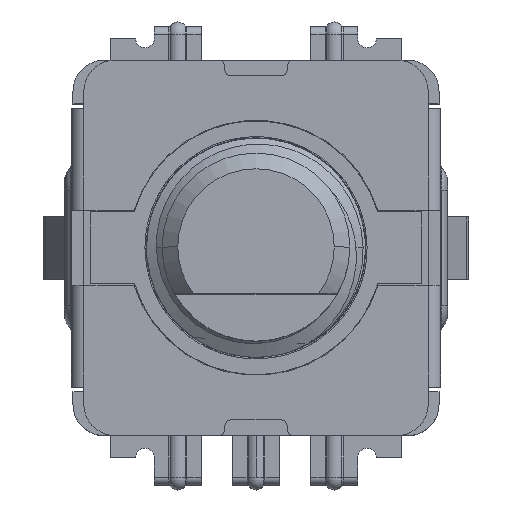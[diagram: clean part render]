
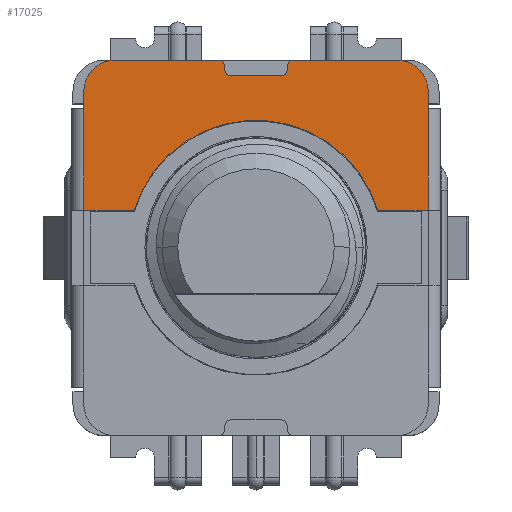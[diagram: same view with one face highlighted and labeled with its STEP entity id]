
A CAD part, top view. The second image highlights one B-rep face of the part: STEP entity #17025.
In plain terms, the highlighted planar face has unit normal (0, 0, 1).
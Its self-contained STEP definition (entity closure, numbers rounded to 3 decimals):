
#344 = DIRECTION ( 'NONE',  ( 0., 0., -1. ) ) ;
#625 = EDGE_CURVE ( 'NONE', #16063, #12850, #6845, .T. ) ;
#708 = CIRCLE ( 'NONE', #726, 0.2 ) ;
#726 = AXIS2_PLACEMENT_3D ( 'NONE', #5234, #11763, #20151 ) ;
#788 = CARTESIAN_POINT ( 'NONE',  ( 5.498, 1.2, 0.4 ) ) ;
#1060 = CIRCLE ( 'NONE', #6523, 0.2 ) ;
#1128 = DIRECTION ( 'NONE',  ( 0., 0., -1. ) ) ;
#1144 = CARTESIAN_POINT ( 'NONE',  ( 5.498, 0., 0.4 ) ) ;
#1203 = CARTESIAN_POINT ( 'NONE',  ( -4.5, 6., 0.4 ) ) ;
#1244 = LINE ( 'NONE', #1144, #7064 ) ;
#1368 = CARTESIAN_POINT ( 'NONE',  ( 0.8, 5.5, 0.4 ) ) ;
#2185 = DIRECTION ( 'NONE',  ( 0., 0., -1. ) ) ;
#2263 = PLANE ( 'NONE',  #8167 ) ;
#2279 = DIRECTION ( 'NONE',  ( -1., 0., 0. ) ) ;
#2379 = FACE_OUTER_BOUND ( 'NONE', #5559, .T. ) ;
#2433 = LINE ( 'NONE', #20346, #14148 ) ;
#2733 = LINE ( 'NONE', #21174, #21153 ) ;
#2863 = DIRECTION ( 'NONE',  ( 0., -1., 0. ) ) ;
#3012 = EDGE_CURVE ( 'NONE', #14970, #12082, #1060, .T. ) ;
#3013 = ORIENTED_EDGE ( 'NONE', *, *, #12402, .F. ) ;
#3204 = DIRECTION ( 'NONE',  ( 0., 0., -1. ) ) ;
#3435 = EDGE_CURVE ( 'NONE', #16125, #15370, #1244, .T. ) ;
#3592 = ORIENTED_EDGE ( 'NONE', *, *, #3012, .T. ) ;
#3789 = CARTESIAN_POINT ( 'NONE',  ( -1.2, 5.8, 0.4 ) ) ;
#4271 = ORIENTED_EDGE ( 'NONE', *, *, #625, .T. ) ;
#4278 = ORIENTED_EDGE ( 'NONE', *, *, #12640, .T. ) ;
#4886 = VERTEX_POINT ( 'NONE', #12521 ) ;
#4906 = EDGE_CURVE ( 'NONE', #13441, #16125, #19476, .T. ) ;
#5091 = EDGE_CURVE ( 'NONE', #8190, #5458, #16693, .T. ) ;
#5234 = CARTESIAN_POINT ( 'NONE',  ( 1.2, 5.8, 0.4 ) ) ;
#5274 = VERTEX_POINT ( 'NONE', #18748 ) ;
#5398 = AXIS2_PLACEMENT_3D ( 'NONE', #14456, #3204, #11336 ) ;
#5413 = DIRECTION ( 'NONE',  ( 1., 0., 0. ) ) ;
#5458 = VERTEX_POINT ( 'NONE', #10228 ) ;
#5559 = EDGE_LOOP ( 'NONE', ( #11614, #15059, #4271, #15959, #20029, #20328, #20304, #18928, #7603, #4278, #16001, #3592, #5731, #3013, #18824, #18794 ) ) ;
#5564 = VECTOR ( 'NONE', #8905, 1000. ) ;
#5677 = CARTESIAN_POINT ( 'NONE',  ( -3.894, 1.2, 0.4 ) ) ;
#5715 = EDGE_CURVE ( 'NONE', #15708, #12082, #2733, .T. ) ;
#5731 = ORIENTED_EDGE ( 'NONE', *, *, #5715, .F. ) ;
#5809 = CARTESIAN_POINT ( 'NONE',  ( -0.8, 5.5, 0.4 ) ) ;
#5911 = CARTESIAN_POINT ( 'NONE',  ( 0.8, 5.7, 0.4 ) ) ;
#5927 = LINE ( 'NONE', #20951, #14119 ) ;
#6028 = VERTEX_POINT ( 'NONE', #6124 ) ;
#6124 = CARTESIAN_POINT ( 'NONE',  ( -1.2, 6., 0.4 ) ) ;
#6224 = VECTOR ( 'NONE', #12276, 1000. ) ;
#6523 = AXIS2_PLACEMENT_3D ( 'NONE', #16625, #344, #6984 ) ;
#6845 = CIRCLE ( 'NONE', #15419, 4.075 ) ;
#6984 = DIRECTION ( 'NONE',  ( -1., 0., 0. ) ) ;
#7064 = VECTOR ( 'NONE', #2863, 1000. ) ;
#7077 = CARTESIAN_POINT ( 'NONE',  ( 0., 0., 0.4 ) ) ;
#7187 = LINE ( 'NONE', #5677, #5564 ) ;
#7493 = EDGE_CURVE ( 'NONE', #4886, #17342, #708, .T. ) ;
#7555 = CARTESIAN_POINT ( 'NONE',  ( -4.5, 5., 0.4 ) ) ;
#7603 = ORIENTED_EDGE ( 'NONE', *, *, #9076, .F. ) ;
#8167 = AXIS2_PLACEMENT_3D ( 'NONE', #8790, #15448, #10182 ) ;
#8170 = AXIS2_PLACEMENT_3D ( 'NONE', #7555, #1128, #20547 ) ;
#8190 = VERTEX_POINT ( 'NONE', #20099 ) ;
#8434 = AXIS2_PLACEMENT_3D ( 'NONE', #3789, #2185, #2279 ) ;
#8730 = CARTESIAN_POINT ( 'NONE',  ( -0.8, 5.5, 0.4 ) ) ;
#8790 = CARTESIAN_POINT ( 'NONE',  ( -14.55, 0., 0.4 ) ) ;
#8905 = DIRECTION ( 'NONE',  ( -1., 0., 0. ) ) ;
#9076 = EDGE_CURVE ( 'NONE', #5274, #4886, #15819, .T. ) ;
#9281 = EDGE_CURVE ( 'NONE', #15370, #12850, #5927, .T. ) ;
#10115 = CARTESIAN_POINT ( 'NONE',  ( 3.894, 1.2, 0.4 ) ) ;
#10182 = DIRECTION ( 'NONE',  ( -1., 0., 0. ) ) ;
#10228 = CARTESIAN_POINT ( 'NONE',  ( -5.498, 5.063, 0.4 ) ) ;
#10703 = VECTOR ( 'NONE', #20834, 1000. ) ;
#11257 = CARTESIAN_POINT ( 'NONE',  ( -1., 5.8, 0.4 ) ) ;
#11336 = DIRECTION ( 'NONE',  ( -1., 0., 0. ) ) ;
#11571 = DIRECTION ( 'NONE',  ( -1., 0., 0. ) ) ;
#11614 = ORIENTED_EDGE ( 'NONE', *, *, #5091, .F. ) ;
#11744 = VERTEX_POINT ( 'NONE', #19932 ) ;
#11763 = DIRECTION ( 'NONE',  ( 0., 0., -1. ) ) ;
#11984 = CARTESIAN_POINT ( 'NONE',  ( 1.2, 6., 0.4 ) ) ;
#12007 = DIRECTION ( 'NONE',  ( 0., 0., -1. ) ) ;
#12082 = VERTEX_POINT ( 'NONE', #14293 ) ;
#12276 = DIRECTION ( 'NONE',  ( 0., 1., 0. ) ) ;
#12402 = EDGE_CURVE ( 'NONE', #6028, #15708, #14951, .T. ) ;
#12485 = CARTESIAN_POINT ( 'NONE',  ( 1., 5.7, 0.4 ) ) ;
#12521 = CARTESIAN_POINT ( 'NONE',  ( 1., 5.8, 0.4 ) ) ;
#12640 = EDGE_CURVE ( 'NONE', #5274, #17651, #19419, .T. ) ;
#12850 = VERTEX_POINT ( 'NONE', #10115 ) ;
#12944 = CARTESIAN_POINT ( 'NONE',  ( -3.894, 1.2, 0.4 ) ) ;
#13056 = CARTESIAN_POINT ( 'NONE',  ( 5.498, 5.063, 0.4 ) ) ;
#13441 = VERTEX_POINT ( 'NONE', #18918 ) ;
#13607 = DIRECTION ( 'NONE',  ( -1., 0., 0. ) ) ;
#13954 = LINE ( 'NONE', #5809, #15730 ) ;
#14119 = VECTOR ( 'NONE', #20531, 1000. ) ;
#14148 = VECTOR ( 'NONE', #5413, 1000. ) ;
#14293 = CARTESIAN_POINT ( 'NONE',  ( -1., 5.7, 0.4 ) ) ;
#14377 = DIRECTION ( 'NONE',  ( 1., 0., 0. ) ) ;
#14456 = CARTESIAN_POINT ( 'NONE',  ( 4.5, 5., 0.4 ) ) ;
#14951 = CIRCLE ( 'NONE', #8434, 0.2 ) ;
#14970 = VERTEX_POINT ( 'NONE', #8730 ) ;
#15004 = VECTOR ( 'NONE', #15299, 1000. ) ;
#15059 = ORIENTED_EDGE ( 'NONE', *, *, #20737, .F. ) ;
#15120 = EDGE_CURVE ( 'NONE', #5458, #11744, #18470, .T. ) ;
#15299 = DIRECTION ( 'NONE',  ( 0., 1., 0. ) ) ;
#15370 = VERTEX_POINT ( 'NONE', #788 ) ;
#15419 = AXIS2_PLACEMENT_3D ( 'NONE', #7077, #12007, #13607 ) ;
#15448 = DIRECTION ( 'NONE',  ( 0., 0., -1. ) ) ;
#15578 = EDGE_CURVE ( 'NONE', #14970, #17651, #13954, .T. ) ;
#15708 = VERTEX_POINT ( 'NONE', #11257 ) ;
#15730 = VECTOR ( 'NONE', #14377, 1000. ) ;
#15809 = DIRECTION ( 'NONE',  ( 0., -1., 0. ) ) ;
#15819 = LINE ( 'NONE', #12485, #6224 ) ;
#15959 = ORIENTED_EDGE ( 'NONE', *, *, #9281, .F. ) ;
#16001 = ORIENTED_EDGE ( 'NONE', *, *, #15578, .F. ) ;
#16063 = VERTEX_POINT ( 'NONE', #12944 ) ;
#16125 = VERTEX_POINT ( 'NONE', #13056 ) ;
#16625 = CARTESIAN_POINT ( 'NONE',  ( -0.8, 5.7, 0.4 ) ) ;
#16693 = LINE ( 'NONE', #19936, #15004 ) ;
#17025 = ADVANCED_FACE ( 'NONE', ( #2379 ), #2263, .F. ) ;
#17342 = VERTEX_POINT ( 'NONE', #11984 ) ;
#17651 = VERTEX_POINT ( 'NONE', #1368 ) ;
#17815 = DIRECTION ( 'NONE',  ( 0., 0., -1. ) ) ;
#18470 = CIRCLE ( 'NONE', #8170, 1. ) ;
#18748 = CARTESIAN_POINT ( 'NONE',  ( 1., 5.7, 0.4 ) ) ;
#18794 = ORIENTED_EDGE ( 'NONE', *, *, #15120, .F. ) ;
#18824 = ORIENTED_EDGE ( 'NONE', *, *, #20535, .F. ) ;
#18918 = CARTESIAN_POINT ( 'NONE',  ( 4.5, 6., 0.4 ) ) ;
#18928 = ORIENTED_EDGE ( 'NONE', *, *, #7493, .F. ) ;
#19335 = LINE ( 'NONE', #1203, #10703 ) ;
#19419 = CIRCLE ( 'NONE', #20792, 0.2 ) ;
#19476 = CIRCLE ( 'NONE', #5398, 1. ) ;
#19932 = CARTESIAN_POINT ( 'NONE',  ( -4.5, 6., 0.4 ) ) ;
#19936 = CARTESIAN_POINT ( 'NONE',  ( -5.498, 5.063, 0.4 ) ) ;
#20029 = ORIENTED_EDGE ( 'NONE', *, *, #3435, .F. ) ;
#20099 = CARTESIAN_POINT ( 'NONE',  ( -5.498, 1.2, 0.4 ) ) ;
#20151 = DIRECTION ( 'NONE',  ( -1., 0., 0. ) ) ;
#20304 = ORIENTED_EDGE ( 'NONE', *, *, #21117, .F. ) ;
#20328 = ORIENTED_EDGE ( 'NONE', *, *, #4906, .F. ) ;
#20346 = CARTESIAN_POINT ( 'NONE',  ( 1.2, 6., 0.4 ) ) ;
#20531 = DIRECTION ( 'NONE',  ( -1., 0., 0. ) ) ;
#20535 = EDGE_CURVE ( 'NONE', #11744, #6028, #19335, .T. ) ;
#20547 = DIRECTION ( 'NONE',  ( -1., 0., 0. ) ) ;
#20737 = EDGE_CURVE ( 'NONE', #16063, #8190, #7187, .T. ) ;
#20792 = AXIS2_PLACEMENT_3D ( 'NONE', #5911, #17815, #11571 ) ;
#20834 = DIRECTION ( 'NONE',  ( 1., 0., 0. ) ) ;
#20951 = CARTESIAN_POINT ( 'NONE',  ( 5.94, 1.2, 0.4 ) ) ;
#21117 = EDGE_CURVE ( 'NONE', #17342, #13441, #2433, .T. ) ;
#21153 = VECTOR ( 'NONE', #15809, 1000. ) ;
#21174 = CARTESIAN_POINT ( 'NONE',  ( -1., 5.8, 0.4 ) ) ;
